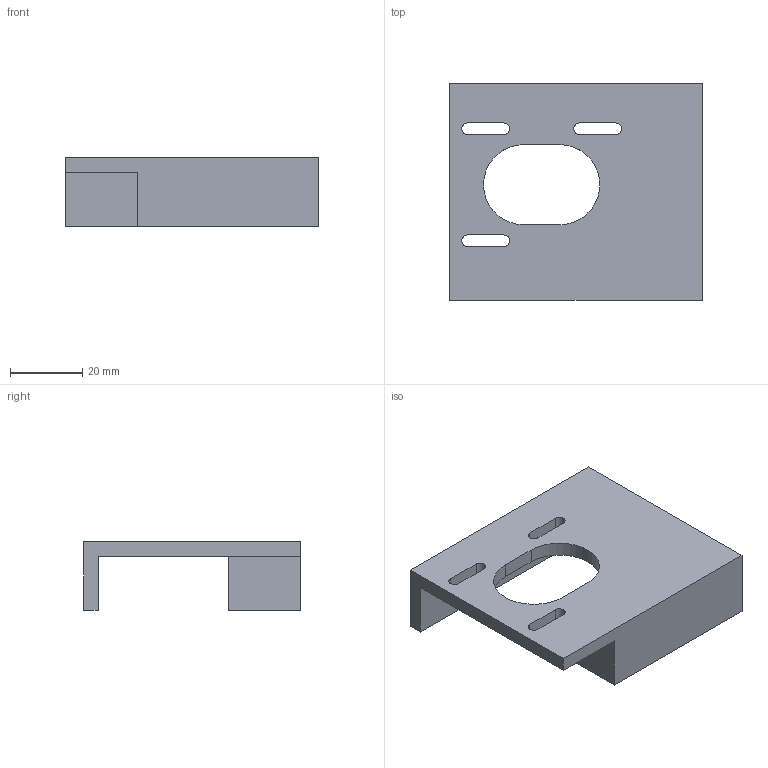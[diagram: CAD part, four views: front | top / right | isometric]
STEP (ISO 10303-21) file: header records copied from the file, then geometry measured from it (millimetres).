
FILE_DESCRIPTION(('CATIA V5 STEP Exchange'),'2;1');
FILE_NAME('motor-mount-left-no-chamfer.stp','2023-03-27T19:37:20+00:00',('none'),('none'),'CATIA Version 5 Release 21 GA (IN-10)','CATIA V5 STEP AP203','none');
FILE_SCHEMA(('CONFIG_CONTROL_DESIGN'));
Length unit declared in the file: millimetre
Products named in the file (1): Part1
Bounding box: 70 x 60 x 19 mm (x, y, z)
Volume: 32667.6 mm3; surface area: 13417 mm2
Topology: 1 solids, 1 shells, 33 faces, 87 edges, 58 vertices
Faces by surface type: plane 21, cylinder 12
Entity records: 1024 total; most frequent: ORIENTED_EDGE 174, CARTESIAN_POINT 172, DIRECTION 139, EDGE_CURVE 87, VECTOR 63, LINE 63, VERTEX_POINT 58, AXIS2_PLACEMENT_3D 51
